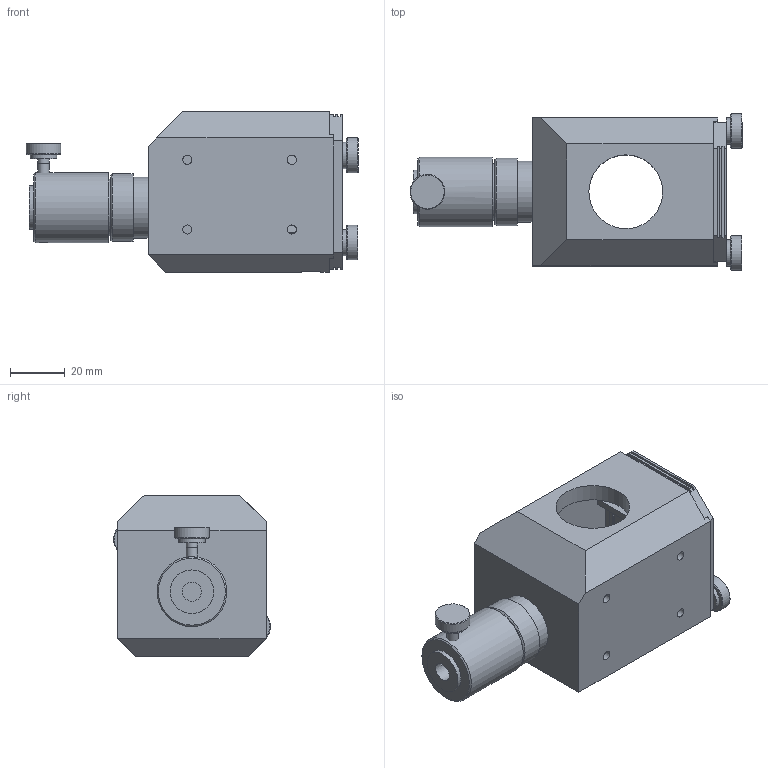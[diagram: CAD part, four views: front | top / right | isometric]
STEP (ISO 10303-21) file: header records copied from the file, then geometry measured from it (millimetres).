
FILE_DESCRIPTION((''),'2;1');
FILE_NAME('15800_0.stp','2005-07-08T10:54:24',('PODLENA'),(''),'Autodesk Inventor 10','Autodesk Inventor 10','');
FILE_SCHEMA(('AUTOMOTIVE_DESIGN { 1 0 10303 214 1 1 1 1 }'));
Length unit declared in the file: inch
Products named in the file (17): 15800; 15806; 8; 15802; 15805; 15803; 7380; 15804-R; 7082; 50158; 15808-R; 60243; 15807; 7187; 7022; 4141
Assembly tree (21 placements, depth 3):
  15800
    15806
    8  x2
    15802
    15805
    15803
    7380  x2
    15804-R
    8  x2
    7082  x2
    50158
    15808-R
    60243
    15807
    7187
      7022
      7082
      4141
Bounding box: 120.9 x 57.12 x 58.42 mm (x, y, z)
Volume: 123682.4 mm3; surface area: 51663.4 mm2
Topology: 20 solids, 20 shells, 325 faces, 734 edges, 475 vertices
Faces by surface type: plane 194, cylinder 53, bspline 42, cone 30, torus 4, sphere 2
Full cylindrical faces by diameter (mm): 1.473 x1, 1.981 x1, 2.083 x1, 2.184 x2, 2.845 x1, 3.175 x2, 4.166 x6, 4.648 x1, 4.928 x1, 6.807 x3, 6.858 x3, 6.985 x1, 9.601 x3, 11.557 x1, 12.7 x3, 13.157 x1, 13.208 x1, 15.875 x1, 18.288 x1, 19.05 x1, 19.609 x1, 20.5 x1, 20.574 x1, 20.625 x1, 21.387 x1, 22.098 x1, 22.225 x1, 22.25 x1, 24.638 x1, 25.4 x1
Entity records: 8193 total; most frequent: CARTESIAN_POINT 2057, DIRECTION 1181, ORIENTED_EDGE 1008, EDGE_CURVE 504, AXIS2_PLACEMENT_3D 431, EDGE_LOOP 428, VERTEX_POINT 382, VECTOR 319
